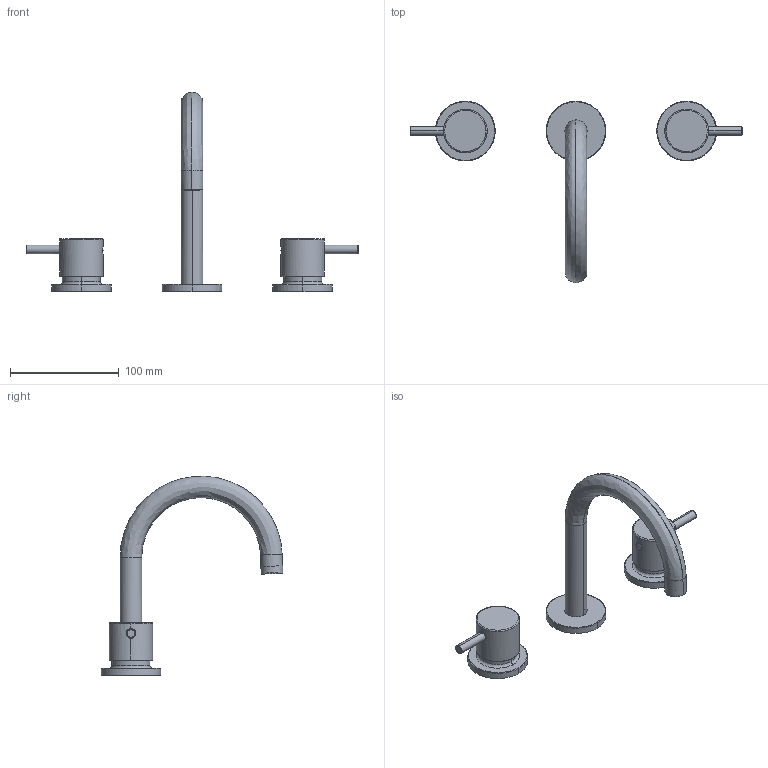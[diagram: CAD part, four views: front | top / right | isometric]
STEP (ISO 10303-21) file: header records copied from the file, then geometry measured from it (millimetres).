
FILE_DESCRIPTION(/* description */ (''),/* implementation_level */ '2;1');
FILE_NAME(/* name */ 'STEP - 164738802_2267216',/* time_stamp */ '2024-07-22T13:55:41+10:00',/* author */ (''),/* organization */ (''),/* preprocessor_version */ 'ST-DEVELOPER v16.5',/* originating_system */ 'Rhino 7.23',/* authorisation */ '');
FILE_SCHEMA (('AUTOMOTIVE_DESIGN'));
Length unit declared in the file: millimetre
Products named in the file (18): Document; 1647388_ASM; 20310257990111; 208000130601; 2020304107269; 20501180160178; 2020111802266; 2050107716015; 2070102516014; 2020601307013; 207010970701; 205020950102; 20701096170110; 2070114106012; 206023660126; 208002010601; 203125621626; 206063440126
Assembly tree (29 placements, depth 3):
  Document
    1647388_ASM
      20310257990111
      208000130601
      2020304107269  x2
      20501180160178  x2
      2020111802266  x2
      2050107716015  x2
      2070102516014  x2
      2020601307013  x2
      207010970701  x2
      205020950102  x2
      20701096170110  x2
      2070114106012  x3
      206023660126  x2
      208002010601
      203125621626
      206063440126
Bounding box: 306 x 167.49 x 183.83 mm (x, y, z)
Volume: 84905.9 mm3; surface area: 117849.2 mm2
Topology: 30 solids, 41 shells, 3189 faces, 8939 edges, 5814 vertices
Faces by surface type: plane 1749, cylinder 1118, bspline 322
Entity records: 86065 total; most frequent: CARTESIAN_POINT 39915, ORIENTED_EDGE 13320, EDGE_CURVE 6674, B_SPLINE_CURVE_WITH_KNOTS 5867, VERTEX_POINT 4364, EDGE_LOOP 3230, ADVANCED_FACE 2327, FACE_OUTER_BOUND 2327
